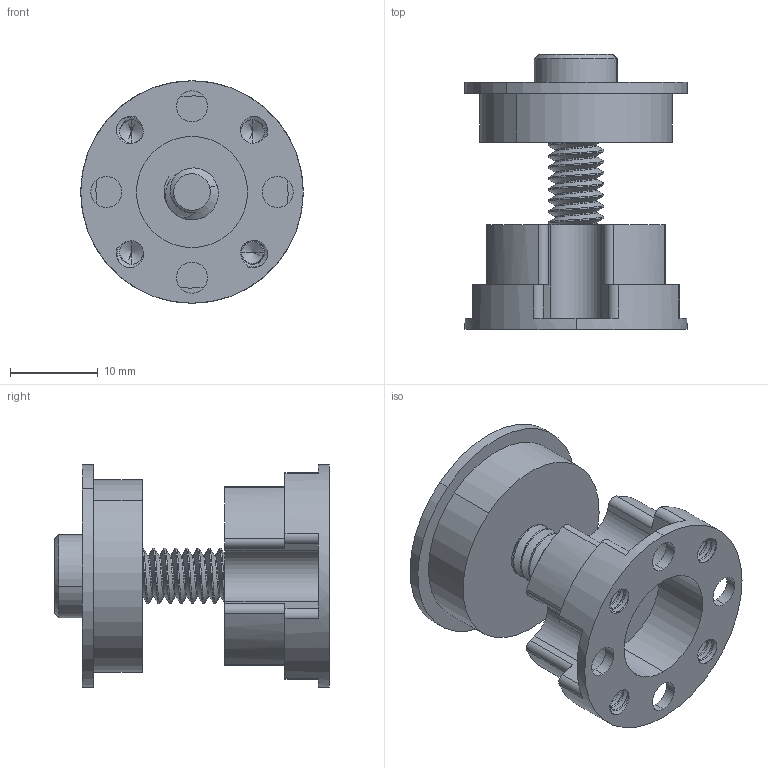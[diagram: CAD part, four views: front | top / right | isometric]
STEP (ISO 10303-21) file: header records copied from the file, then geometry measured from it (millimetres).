
FILE_DESCRIPTION (( 'STEP AP203' ), '1' );
FILE_NAME ('595630 assembly.STEP', '2016-08-23T21:54:22', ( '' ), ( '' ), 'SwSTEP 2.0', 'SolidWorks 2014', '' );
FILE_SCHEMA (( 'CONFIG_CONTROL_DESIGN' ));
Length unit declared in the file: inch
Products named in the file (4): 90128A245_90128A245; 595630 assembly; 595612; 595614
Assembly tree (3 placements, depth 2):
  595630 assembly
    595612
    595614
    90128A245_90128A245
Bounding box: 25.39 x 31.39 x 25.39 mm (x, y, z)
Volume: 5698.9 mm3; surface area: 5299.1 mm2
Topology: 3 solids, 3 shells, 301 faces, 862 edges, 560 vertices
Faces by surface type: cylinder 230, plane 34, cone 25, bspline 12
Entity records: 17442 total; most frequent: CARTESIAN_POINT 10140, ORIENTED_EDGE 1708, DIRECTION 1250, EDGE_CURVE 854, VERTEX_POINT 560, AXIS2_PLACEMENT_3D 480, EDGE_LOOP 322, FACE_OUTER_BOUND 301
